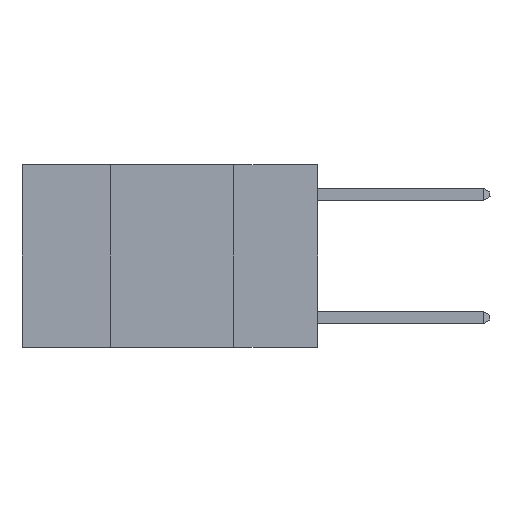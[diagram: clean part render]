
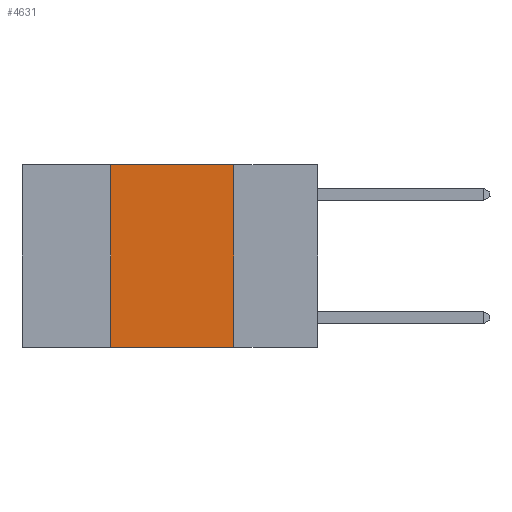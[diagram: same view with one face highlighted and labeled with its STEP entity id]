
A CAD part, left-side view. The second image highlights one B-rep face of the part: STEP entity #4631.
In plain terms, the highlighted planar face has unit normal (-1, 0, 0).
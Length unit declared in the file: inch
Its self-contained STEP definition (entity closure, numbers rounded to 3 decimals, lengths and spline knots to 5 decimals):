
#200 = ORIENTED_EDGE ( 'NONE', *, *, #5080, .F. ) ;
#920 = FACE_OUTER_BOUND ( 'NONE', #1542, .T. ) ;
#1128 = DIRECTION ( 'NONE',  ( 1., 0., 0. ) ) ;
#1542 = EDGE_LOOP ( 'NONE', ( #2352, #10144, #200, #3300 ) ) ;
#1870 = VERTEX_POINT ( 'NONE', #11815 ) ;
#2055 = CARTESIAN_POINT ( 'NONE',  ( 0., 0.42, 0. ) ) ;
#2346 = VECTOR ( 'NONE', #8883, 39.37008 ) ;
#2352 = ORIENTED_EDGE ( 'NONE', *, *, #5065, .F. ) ;
#2667 = VECTOR ( 'NONE', #3060, 39.37008 ) ;
#2675 = VERTEX_POINT ( 'NONE', #8469 ) ;
#3060 = DIRECTION ( 'NONE',  ( 0., 0., 1. ) ) ;
#3300 = ORIENTED_EDGE ( 'NONE', *, *, #5087, .T. ) ;
#3857 = EDGE_CURVE ( 'NONE', #7750, #8308, #9567, .T. ) ;
#4081 = CARTESIAN_POINT ( 'NONE',  ( 0., 0.42, 0. ) ) ;
#4631 = ADVANCED_FACE ( 'NONE', ( #920 ), #9971, .F. ) ;
#4973 = LINE ( 'NONE', #2055, #2667 ) ;
#5004 = AXIS2_PLACEMENT_3D ( 'NONE', #8980, #1128, #10902 ) ;
#5065 = EDGE_CURVE ( 'NONE', #8308, #1870, #10139, .T. ) ;
#5080 = EDGE_CURVE ( 'NONE', #2675, #7750, #4973, .T. ) ;
#5087 = EDGE_CURVE ( 'NONE', #2675, #1870, #7527, .T. ) ;
#5702 = DIRECTION ( 'NONE',  ( 0., -1., 0. ) ) ;
#7229 = VECTOR ( 'NONE', #10797, 39.37008 ) ;
#7276 = VECTOR ( 'NONE', #5702, 39.37008 ) ;
#7527 = LINE ( 'NONE', #11695, #7229 ) ;
#7750 = VERTEX_POINT ( 'NONE', #4081 ) ;
#8308 = VERTEX_POINT ( 'NONE', #10546 ) ;
#8469 = CARTESIAN_POINT ( 'NONE',  ( 0., 0.42, -0.37 ) ) ;
#8883 = DIRECTION ( 'NONE',  ( 0., 0., -1. ) ) ;
#8980 = CARTESIAN_POINT ( 'NONE',  ( 0., 0.6, 0. ) ) ;
#9567 = LINE ( 'NONE', #11412, #7276 ) ;
#9971 = PLANE ( 'NONE',  #5004 ) ;
#10139 = LINE ( 'NONE', #11658, #2346 ) ;
#10144 = ORIENTED_EDGE ( 'NONE', *, *, #3857, .F. ) ;
#10546 = CARTESIAN_POINT ( 'NONE',  ( 0., 0.17, 0. ) ) ;
#10797 = DIRECTION ( 'NONE',  ( 0., -1., 0. ) ) ;
#10902 = DIRECTION ( 'NONE',  ( 0., 0., -1. ) ) ;
#11412 = CARTESIAN_POINT ( 'NONE',  ( 0., 0.6, 0. ) ) ;
#11658 = CARTESIAN_POINT ( 'NONE',  ( 0., 0.17, 0. ) ) ;
#11695 = CARTESIAN_POINT ( 'NONE',  ( 0., 0.6, -0.37 ) ) ;
#11815 = CARTESIAN_POINT ( 'NONE',  ( 0., 0.17, -0.37 ) ) ;
